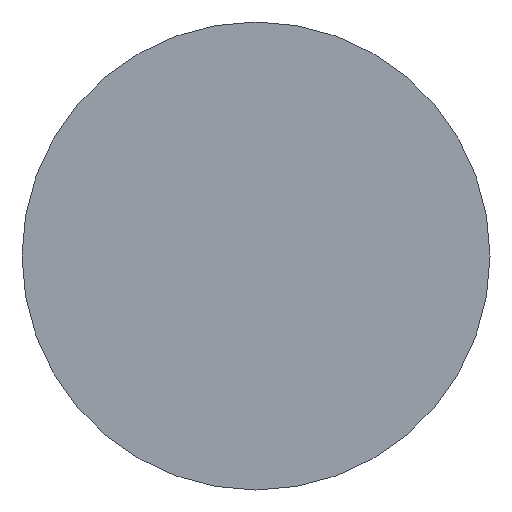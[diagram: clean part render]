
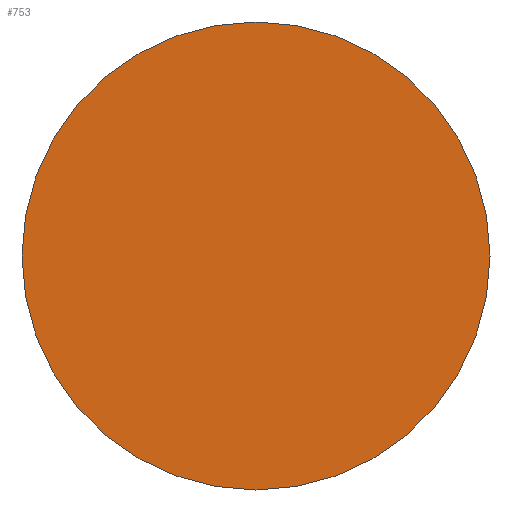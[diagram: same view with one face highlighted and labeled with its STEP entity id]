
A CAD part, front view. The second image highlights one B-rep face of the part: STEP entity #753.
In plain terms, the highlighted planar face has unit normal (0, -1, 0).
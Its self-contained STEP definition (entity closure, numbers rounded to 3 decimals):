
#81=PLANE('',#874);
#124=FACE_OUTER_BOUND('',#168,.T.);
#168=EDGE_LOOP('',(#698,#699));
#292=CIRCLE('',#872,17.5);
#293=CIRCLE('',#873,17.5);
#368=VERTEX_POINT('',#1489);
#369=VERTEX_POINT('',#1490);
#477=EDGE_CURVE('',#368,#369,#292,.T.);
#478=EDGE_CURVE('',#369,#368,#293,.T.);
#698=ORIENTED_EDGE('',*,*,#477,.T.);
#699=ORIENTED_EDGE('',*,*,#478,.T.);
#753=ADVANCED_FACE('',(#124),#81,.T.);
#872=AXIS2_PLACEMENT_3D('',#1491,#1103,#1104);
#873=AXIS2_PLACEMENT_3D('',#1492,#1105,#1106);
#874=AXIS2_PLACEMENT_3D('',#1494,#1108,#1109);
#1103=DIRECTION('center_axis',(0.,-1.,0.));
#1104=DIRECTION('ref_axis',(1.,0.,0.));
#1105=DIRECTION('center_axis',(0.,-1.,0.));
#1106=DIRECTION('ref_axis',(1.,0.,0.));
#1108=DIRECTION('center_axis',(0.,-1.,0.));
#1109=DIRECTION('ref_axis',(0.,0.,-1.));
#1489=CARTESIAN_POINT('',(17.5,0.,0.));
#1490=CARTESIAN_POINT('',(-17.5,0.,0.));
#1491=CARTESIAN_POINT('Origin',(0.,0.,0.));
#1492=CARTESIAN_POINT('Origin',(0.,0.,0.));
#1494=CARTESIAN_POINT('Origin',(0.,0.,0.));
